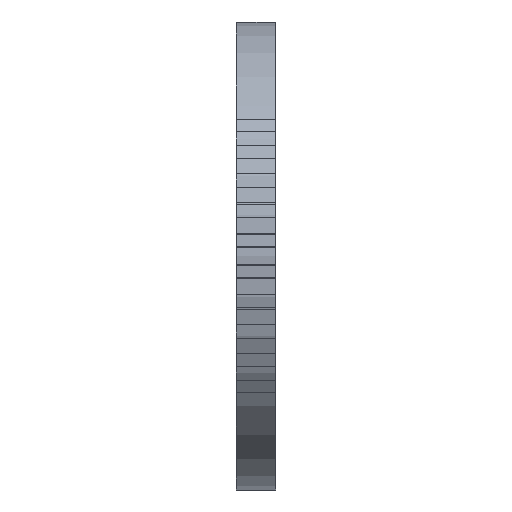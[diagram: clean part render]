
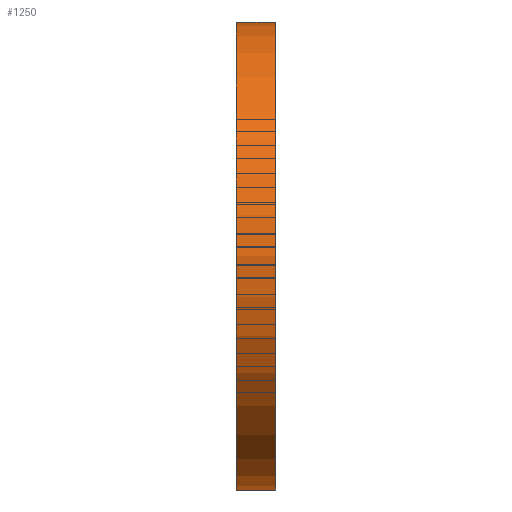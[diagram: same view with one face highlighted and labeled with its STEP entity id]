
A CAD part, left-side view. The second image highlights one B-rep face of the part: STEP entity #1250.
In plain terms, the highlighted cylindrical face has radius 38.1 mm (diameter 76.2 mm), a partial arc.
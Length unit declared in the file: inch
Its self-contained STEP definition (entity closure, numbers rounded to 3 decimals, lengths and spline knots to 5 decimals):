
#703 = AXIS2_PLACEMENT_3D ( 'NONE', #28217, #31039, #8444 ) ;
#1250 = ADVANCED_FACE ( 'NONE', ( #35732 ), #19782, .T. ) ;
#1293 = CARTESIAN_POINT ( 'NONE',  ( -4.55006, 0., 1.5 ) ) ;
#1803 = EDGE_LOOP ( 'NONE', ( #3452, #32975, #24401, #18898 ) ) ;
#3452 = ORIENTED_EDGE ( 'NONE', *, *, #24531, .T. ) ;
#3630 = VERTEX_POINT ( 'NONE', #4201 ) ;
#4201 = CARTESIAN_POINT ( 'NONE',  ( -4.55006, 0.25, 1.5 ) ) ;
#4418 = DIRECTION ( 'NONE',  ( 0., -1., 0. ) ) ;
#5673 = DIRECTION ( 'NONE',  ( 0., 1., 0. ) ) ;
#7532 = VECTOR ( 'NONE', #4418, 39.37008 ) ;
#8435 = LINE ( 'NONE', #12024, #15034 ) ;
#8444 = DIRECTION ( 'NONE',  ( 0., 0., -1. ) ) ;
#10483 = EDGE_CURVE ( 'NONE', #26050, #30015, #30957, .T. ) ;
#12024 = CARTESIAN_POINT ( 'NONE',  ( -4.55006, 0.25, 1.5 ) ) ;
#12049 = CIRCLE ( 'NONE', #28982, 1.5 ) ;
#13525 = DIRECTION ( 'NONE',  ( 0., 1., 0. ) ) ;
#15034 = VECTOR ( 'NONE', #31814, 39.37008 ) ;
#16814 = EDGE_CURVE ( 'NONE', #26050, #3630, #12049, .T. ) ;
#18206 = EDGE_CURVE ( 'NONE', #3630, #28617, #8435, .T. ) ;
#18898 = ORIENTED_EDGE ( 'NONE', *, *, #10483, .T. ) ;
#19782 = CYLINDRICAL_SURFACE ( 'NONE', #703, 1.5 ) ;
#22581 = CARTESIAN_POINT ( 'NONE',  ( -4.55006, 0., 0. ) ) ;
#24401 = ORIENTED_EDGE ( 'NONE', *, *, #16814, .F. ) ;
#24531 = EDGE_CURVE ( 'NONE', #30015, #28617, #36147, .T. ) ;
#25435 = DIRECTION ( 'NONE',  ( 0., 0., 1. ) ) ;
#26050 = VERTEX_POINT ( 'NONE', #30392 ) ;
#28217 = CARTESIAN_POINT ( 'NONE',  ( -4.55006, 0.25, 0. ) ) ;
#28617 = VERTEX_POINT ( 'NONE', #1293 ) ;
#28982 = AXIS2_PLACEMENT_3D ( 'NONE', #30488, #13525, #33312 ) ;
#30015 = VERTEX_POINT ( 'NONE', #30694 ) ;
#30098 = AXIS2_PLACEMENT_3D ( 'NONE', #22581, #5673, #25435 ) ;
#30392 = CARTESIAN_POINT ( 'NONE',  ( -4.55006, 0.25, -1.5 ) ) ;
#30488 = CARTESIAN_POINT ( 'NONE',  ( -4.55006, 0.25, 0. ) ) ;
#30694 = CARTESIAN_POINT ( 'NONE',  ( -4.55006, 0., -1.5 ) ) ;
#30957 = LINE ( 'NONE', #32581, #7532 ) ;
#31039 = DIRECTION ( 'NONE',  ( 0., -1., 0. ) ) ;
#31814 = DIRECTION ( 'NONE',  ( 0., -1., 0. ) ) ;
#32581 = CARTESIAN_POINT ( 'NONE',  ( -4.55006, 0.25, -1.5 ) ) ;
#32975 = ORIENTED_EDGE ( 'NONE', *, *, #18206, .F. ) ;
#33312 = DIRECTION ( 'NONE',  ( 0., 0., 1. ) ) ;
#35732 = FACE_OUTER_BOUND ( 'NONE', #1803, .T. ) ;
#36147 = CIRCLE ( 'NONE', #30098, 1.5 ) ;
